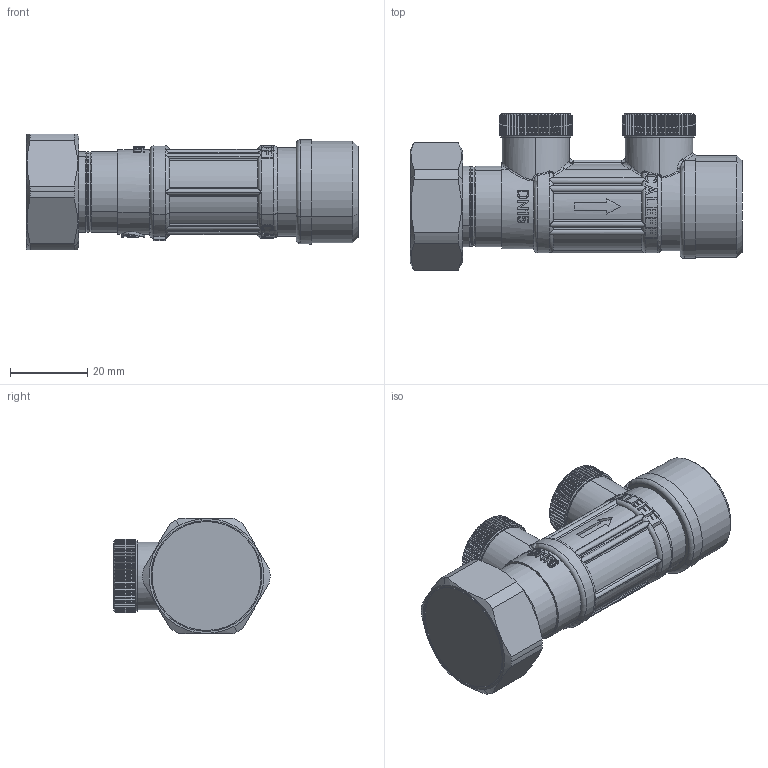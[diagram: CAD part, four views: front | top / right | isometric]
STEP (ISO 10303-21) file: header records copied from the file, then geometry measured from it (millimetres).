
FILE_DESCRIPTION(('CATIA V5 STEP Exchange'),'2;1');
FILE_NAME('304640 (STP).stp','2015-11-25T09:32:09+00:00',('none'),('none'),'Version 5-6 Release 2012','CATIA V5 STEP AP203','none');
FILE_SCHEMA(('CONFIG_CONTROL_DESIGN'));
Products named in the file (1): 304640
Bounding box: 86.12 x 40.5 x 30 mm (x, y, z)
Volume: 47230.5 mm3; surface area: 11580.1 mm2
Topology: 1 solids, 3 shells, 1448 faces, 4078 edges, 2673 vertices
Faces by surface type: plane 895, cylinder 288, extrusion 148, torus 43, bspline 42, cone 24, revolution 8
Entity records: 48083 total; most frequent: CARTESIAN_POINT 14889, ORIENTED_EDGE 8148, DIRECTION 4694, EDGE_CURVE 4074, VERTEX_POINT 2673, VECTOR 2124, LINE 1976, AXIS2_PLACEMENT_3D 1762
